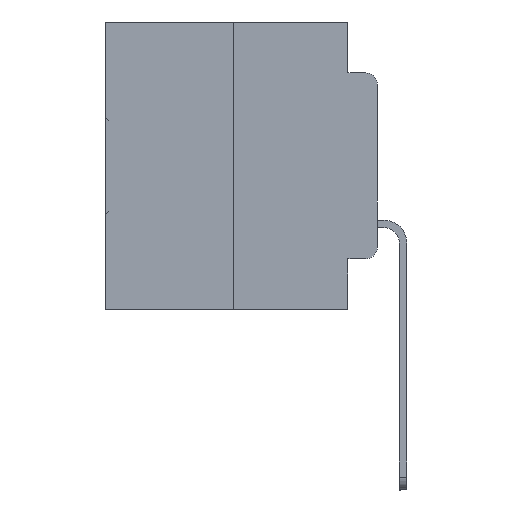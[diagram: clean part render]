
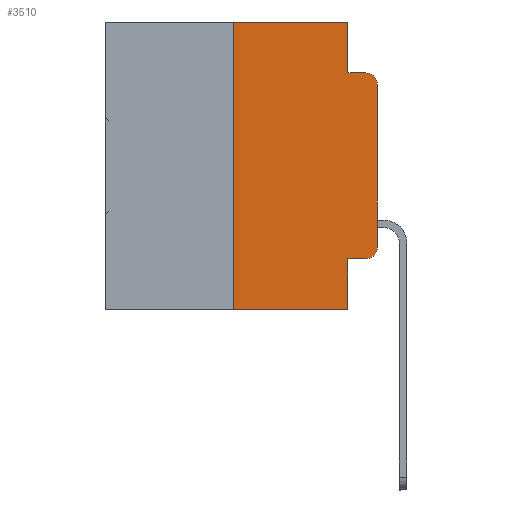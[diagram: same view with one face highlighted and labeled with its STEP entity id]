
A CAD part, left-side view. The second image highlights one B-rep face of the part: STEP entity #3510.
In plain terms, the highlighted planar face has unit normal (-1, 0, 0).
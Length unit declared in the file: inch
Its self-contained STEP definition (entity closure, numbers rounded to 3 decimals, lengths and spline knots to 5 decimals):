
#544 = CARTESIAN_POINT ( 'NONE',  ( 0., 0.02, -0.1085 ) ) ;
#654 = DIRECTION ( 'NONE',  ( 0., -1., 0. ) ) ;
#1248 = CARTESIAN_POINT ( 'NONE',  ( 0., 0.051, 0. ) ) ;
#1723 = CARTESIAN_POINT ( 'NONE',  ( 0., 0., -0.1085 ) ) ;
#1790 = VECTOR ( 'NONE', #23658, 39.37008 ) ;
#2937 = VERTEX_POINT ( 'NONE', #24570 ) ;
#3510 = ADVANCED_FACE ( 'NONE', ( #17058 ), #5055, .F. ) ;
#4515 = CARTESIAN_POINT ( 'NONE',  ( 0., 0.473, 0. ) ) ;
#4582 = LINE ( 'NONE', #11415, #5352 ) ;
#4728 = VERTEX_POINT ( 'NONE', #10793 ) ;
#5055 = PLANE ( 'NONE',  #5965 ) ;
#5352 = VECTOR ( 'NONE', #9105, 39.37008 ) ;
#5438 = ORIENTED_EDGE ( 'NONE', *, *, #26926, .F. ) ;
#5517 = LINE ( 'NONE', #4515, #24839 ) ;
#5885 = DIRECTION ( 'NONE',  ( 0., -1., 0. ) ) ;
#5946 = CARTESIAN_POINT ( 'NONE',  ( 0., 0.051, 0. ) ) ;
#5965 = AXIS2_PLACEMENT_3D ( 'NONE', #24983, #30175, #17618 ) ;
#6064 = CARTESIAN_POINT ( 'NONE',  ( 0., 0.02, -0.0885 ) ) ;
#6130 = VECTOR ( 'NONE', #23758, 39.37008 ) ;
#6215 = VERTEX_POINT ( 'NONE', #27549 ) ;
#6386 = LINE ( 'NONE', #16613, #25628 ) ;
#6472 = DIRECTION ( 'NONE',  ( -1., 0., 0. ) ) ;
#6529 = VECTOR ( 'NONE', #654, 39.37008 ) ;
#6580 = CARTESIAN_POINT ( 'NONE',  ( 0., 0.02, -0.3915 ) ) ;
#7920 = EDGE_CURVE ( 'NONE', #32043, #29448, #26975, .T. ) ;
#8190 = CARTESIAN_POINT ( 'NONE',  ( 0., 0.051, -0.0885 ) ) ;
#8458 = LINE ( 'NONE', #5946, #1790 ) ;
#8623 = CARTESIAN_POINT ( 'NONE',  ( 0., 0.051, -0.4115 ) ) ;
#8693 = DIRECTION ( 'NONE',  ( 0., 0., -1. ) ) ;
#8794 = CARTESIAN_POINT ( 'NONE',  ( 0., 0.02, -0.4115 ) ) ;
#9024 = ORIENTED_EDGE ( 'NONE', *, *, #20868, .F. ) ;
#9105 = DIRECTION ( 'NONE',  ( 0., 0., -1. ) ) ;
#9281 = EDGE_CURVE ( 'NONE', #25454, #19039, #5517, .T. ) ;
#10620 = DIRECTION ( 'NONE',  ( 0., -1., 0. ) ) ;
#10793 = CARTESIAN_POINT ( 'NONE',  ( 0., 0., -0.3915 ) ) ;
#10927 = CARTESIAN_POINT ( 'NONE',  ( 0., 0.25, -0.5 ) ) ;
#11415 = CARTESIAN_POINT ( 'NONE',  ( 0., 0.051, 0. ) ) ;
#11630 = DIRECTION ( 'NONE',  ( 0., 0., -1. ) ) ;
#11771 = DIRECTION ( 'NONE',  ( 0., -1., 0. ) ) ;
#12379 = LINE ( 'NONE', #8623, #25743 ) ;
#12471 = EDGE_CURVE ( 'NONE', #6215, #15621, #12379, .T. ) ;
#12674 = VERTEX_POINT ( 'NONE', #22267 ) ;
#13065 = DIRECTION ( 'NONE',  ( -1., 0., 0. ) ) ;
#14771 = CIRCLE ( 'NONE', #31810, 0.02 ) ;
#15621 = VERTEX_POINT ( 'NONE', #8794 ) ;
#15654 = EDGE_CURVE ( 'NONE', #4728, #32043, #6386, .T. ) ;
#16613 = CARTESIAN_POINT ( 'NONE',  ( 0., 0., 0. ) ) ;
#17058 = FACE_OUTER_BOUND ( 'NONE', #23528, .T. ) ;
#17618 = DIRECTION ( 'NONE',  ( 0., 0., -1. ) ) ;
#17802 = ORIENTED_EDGE ( 'NONE', *, *, #9281, .F. ) ;
#18734 = LINE ( 'NONE', #25918, #6130 ) ;
#19039 = VERTEX_POINT ( 'NONE', #1248 ) ;
#20857 = ORIENTED_EDGE ( 'NONE', *, *, #27366, .F. ) ;
#20868 = EDGE_CURVE ( 'NONE', #12674, #29448, #23624, .T. ) ;
#20991 = VERTEX_POINT ( 'NONE', #10927 ) ;
#22073 = AXIS2_PLACEMENT_3D ( 'NONE', #544, #13065, #8693 ) ;
#22267 = CARTESIAN_POINT ( 'NONE',  ( 0., 0.051, -0.0885 ) ) ;
#22501 = CARTESIAN_POINT ( 'NONE',  ( 0., 0.25, 0. ) ) ;
#23528 = EDGE_LOOP ( 'NONE', ( #31824, #29278, #9024, #5438, #17802, #20857, #30532, #29029, #24646, #27958 ) ) ;
#23624 = LINE ( 'NONE', #8190, #30999 ) ;
#23658 = DIRECTION ( 'NONE',  ( 0., 0., -1. ) ) ;
#23758 = DIRECTION ( 'NONE',  ( 0., 0., 1. ) ) ;
#24142 = EDGE_CURVE ( 'NONE', #20991, #2937, #28129, .T. ) ;
#24234 = EDGE_CURVE ( 'NONE', #6215, #2937, #8458, .T. ) ;
#24421 = EDGE_CURVE ( 'NONE', #15621, #4728, #14771, .T. ) ;
#24570 = CARTESIAN_POINT ( 'NONE',  ( 0., 0.051, -0.5 ) ) ;
#24646 = ORIENTED_EDGE ( 'NONE', *, *, #12471, .T. ) ;
#24839 = VECTOR ( 'NONE', #11771, 39.37008 ) ;
#24983 = CARTESIAN_POINT ( 'NONE',  ( 0., 0.473, 0. ) ) ;
#25454 = VERTEX_POINT ( 'NONE', #22501 ) ;
#25628 = VECTOR ( 'NONE', #26601, 39.37008 ) ;
#25743 = VECTOR ( 'NONE', #5885, 39.37008 ) ;
#25918 = CARTESIAN_POINT ( 'NONE',  ( 0., 0.25, 0. ) ) ;
#26601 = DIRECTION ( 'NONE',  ( 0., 0., 1. ) ) ;
#26926 = EDGE_CURVE ( 'NONE', #19039, #12674, #4582, .T. ) ;
#26975 = CIRCLE ( 'NONE', #22073, 0.02 ) ;
#27366 = EDGE_CURVE ( 'NONE', #20991, #25454, #18734, .T. ) ;
#27549 = CARTESIAN_POINT ( 'NONE',  ( 0., 0.051, -0.4115 ) ) ;
#27958 = ORIENTED_EDGE ( 'NONE', *, *, #24421, .T. ) ;
#28129 = LINE ( 'NONE', #30475, #6529 ) ;
#29029 = ORIENTED_EDGE ( 'NONE', *, *, #24234, .F. ) ;
#29278 = ORIENTED_EDGE ( 'NONE', *, *, #7920, .T. ) ;
#29448 = VERTEX_POINT ( 'NONE', #6064 ) ;
#30175 = DIRECTION ( 'NONE',  ( 1., 0., 0. ) ) ;
#30475 = CARTESIAN_POINT ( 'NONE',  ( 0., 0.473, -0.5 ) ) ;
#30532 = ORIENTED_EDGE ( 'NONE', *, *, #24142, .T. ) ;
#30999 = VECTOR ( 'NONE', #10620, 39.37008 ) ;
#31810 = AXIS2_PLACEMENT_3D ( 'NONE', #6580, #6472, #11630 ) ;
#31824 = ORIENTED_EDGE ( 'NONE', *, *, #15654, .T. ) ;
#32043 = VERTEX_POINT ( 'NONE', #1723 ) ;
